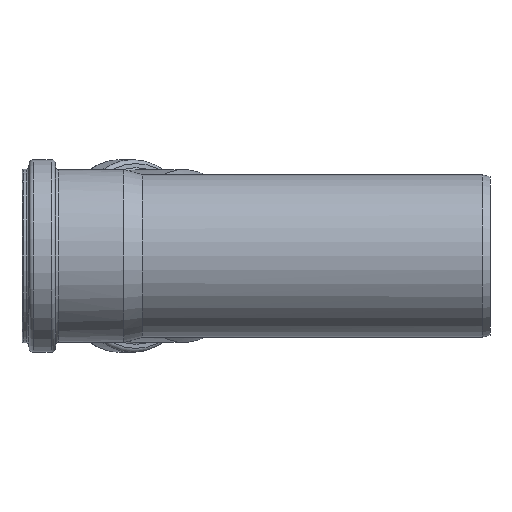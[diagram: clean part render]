
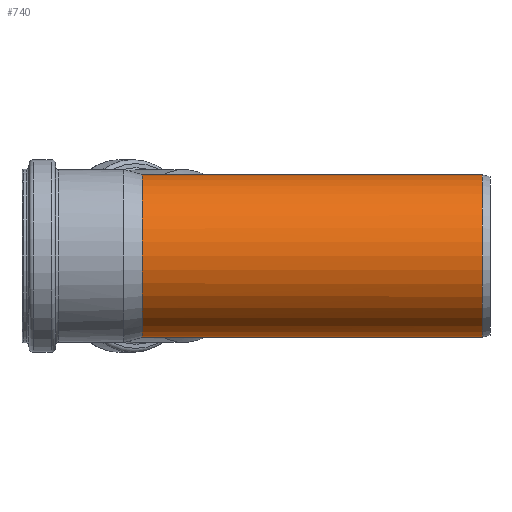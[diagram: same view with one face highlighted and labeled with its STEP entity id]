
A CAD part, left-side view. The second image highlights one B-rep face of the part: STEP entity #740.
In plain terms, the highlighted cylindrical face has radius 37.6 mm (diameter 75.2 mm), a full revolution.
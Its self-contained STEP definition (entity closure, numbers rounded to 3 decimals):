
#80=FACE_BOUND('',#306,.T.);
#137=CIRCLE('',#838,37.6);
#138=CIRCLE('',#840,37.6);
#172=CYLINDRICAL_SURFACE('',#839,37.6);
#216=FACE_OUTER_BOUND('',#305,.T.);
#305=EDGE_LOOP('',(#639,#640,#641,#642,#643,#644));
#306=EDGE_LOOP('',(#645));
#361=B_SPLINE_CURVE_WITH_KNOTS('',3,(#1266,#1267,#1268,#1269,#1270,#1271,
#1272,#1273),.UNSPECIFIED.,.F.,.F.,(4,2,2,4),(0.64,0.641,
0.649,0.657),.UNSPECIFIED.);
#370=B_SPLINE_CURVE_WITH_KNOTS('',3,(#1399,#1400,#1401,#1402,#1403,#1404),
 .UNSPECIFIED.,.F.,.F.,(4,2,4),(0.,0.01,0.016),
 .UNSPECIFIED.);
#376=ELLIPSE('',#770,100.488,37.6);
#379=ELLIPSE('',#773,100.488,37.6);
#381=ELLIPSE('',#775,40.858,37.6);
#389=VERTEX_POINT('',#1260);
#390=VERTEX_POINT('',#1265);
#397=VERTEX_POINT('',#1372);
#398=VERTEX_POINT('',#1398);
#400=VERTEX_POINT('',#1460);
#401=VERTEX_POINT('',#1505);
#431=VERTEX_POINT('',#1643);
#460=EDGE_CURVE('',#390,#389,#361,.T.);
#469=EDGE_CURVE('',#398,#397,#370,.T.);
#473=EDGE_CURVE('',#390,#400,#376,.T.);
#476=EDGE_CURVE('',#401,#397,#379,.T.);
#478=EDGE_CURVE('',#400,#401,#381,.T.);
#511=EDGE_CURVE('',#398,#389,#137,.T.);
#512=EDGE_CURVE('',#431,#431,#138,.T.);
#639=ORIENTED_EDGE('',*,*,#460,.T.);
#640=ORIENTED_EDGE('',*,*,#511,.F.);
#641=ORIENTED_EDGE('',*,*,#469,.T.);
#642=ORIENTED_EDGE('',*,*,#476,.F.);
#643=ORIENTED_EDGE('',*,*,#478,.F.);
#644=ORIENTED_EDGE('',*,*,#473,.F.);
#645=ORIENTED_EDGE('',*,*,#512,.T.);
#740=ADVANCED_FACE('',(#216,#80),#172,.T.);
#770=AXIS2_PLACEMENT_3D('',#1461,#895,#896);
#773=AXIS2_PLACEMENT_3D('',#1507,#901,#902);
#775=AXIS2_PLACEMENT_3D('',#1549,#905,#906);
#838=AXIS2_PLACEMENT_3D('',#1641,#1031,#1032);
#839=AXIS2_PLACEMENT_3D('',#1642,#1033,#1034);
#840=AXIS2_PLACEMENT_3D('',#1644,#1035,#1036);
#895=DIRECTION('center_axis',(0.927,-0.374,0.));
#896=DIRECTION('ref_axis',(0.374,0.927,0.));
#901=DIRECTION('center_axis',(0.927,-0.374,0.));
#902=DIRECTION('ref_axis',(0.374,0.927,0.));
#905=DIRECTION('center_axis',(0.391,0.92,0.));
#906=DIRECTION('ref_axis',(0.92,-0.391,0.));
#1031=DIRECTION('center_axis',(0.,1.,0.));
#1032=DIRECTION('ref_axis',(1.,0.,0.));
#1033=DIRECTION('center_axis',(0.,1.,0.));
#1034=DIRECTION('ref_axis',(-1.,0.,0.));
#1035=DIRECTION('center_axis',(0.,1.,0.));
#1036=DIRECTION('ref_axis',(1.,0.,0.));
#1260=CARTESIAN_POINT('',(34.814,160.766,14.204));
#1265=CARTESIAN_POINT('',(34.869,160.72,14.068));
#1266=CARTESIAN_POINT('Ctrl Pts',(34.869,160.72,14.068));
#1267=CARTESIAN_POINT('Ctrl Pts',(34.868,160.723,14.071));
#1268=CARTESIAN_POINT('Ctrl Pts',(34.867,160.725,14.074));
#1269=CARTESIAN_POINT('Ctrl Pts',(34.858,160.74,14.096));
#1270=CARTESIAN_POINT('Ctrl Pts',(34.85,160.75,14.116));
#1271=CARTESIAN_POINT('Ctrl Pts',(34.832,160.763,14.159));
#1272=CARTESIAN_POINT('Ctrl Pts',(34.823,160.766,14.181));
#1273=CARTESIAN_POINT('Ctrl Pts',(34.814,160.766,14.204));
#1372=CARTESIAN_POINT('',(34.869,160.72,-14.068));
#1398=CARTESIAN_POINT('',(34.814,160.766,-14.204));
#1399=CARTESIAN_POINT('Ctrl Pts',(34.814,160.766,-14.204));
#1400=CARTESIAN_POINT('Ctrl Pts',(34.827,160.766,-14.172));
#1401=CARTESIAN_POINT('Ctrl Pts',(34.839,160.761,-14.142));
#1402=CARTESIAN_POINT('Ctrl Pts',(34.857,160.74,-14.097));
#1403=CARTESIAN_POINT('Ctrl Pts',(34.863,160.731,-14.082));
#1404=CARTESIAN_POINT('Ctrl Pts',(34.869,160.72,-14.068));
#1460=CARTESIAN_POINT('',(0.,74.3,37.6));
#1461=CARTESIAN_POINT('Origin',(0.,74.3,0.));
#1505=CARTESIAN_POINT('',(0.,74.3,-37.6));
#1507=CARTESIAN_POINT('Origin',(0.,74.3,0.));
#1549=CARTESIAN_POINT('Origin',(0.,74.3,0.));
#1641=CARTESIAN_POINT('Origin',(0.,160.766,
0.));
#1642=CARTESIAN_POINT('Origin',(0.,160.711,
0.));
#1643=CARTESIAN_POINT('',(-37.6,3.5,0.));
#1644=CARTESIAN_POINT('Origin',(0.,3.5,0.));
